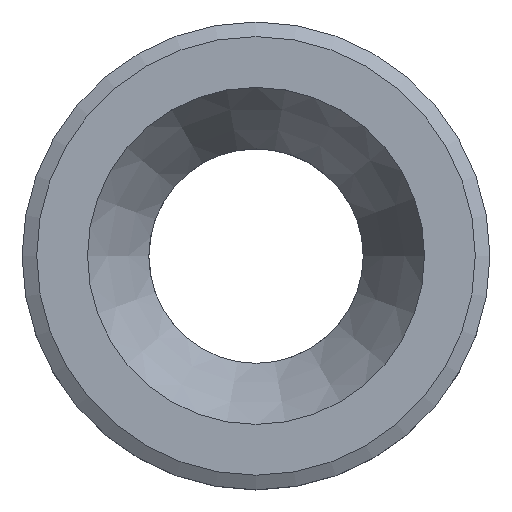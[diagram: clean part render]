
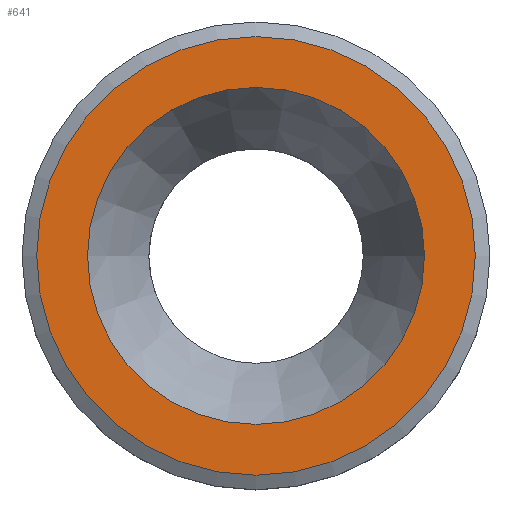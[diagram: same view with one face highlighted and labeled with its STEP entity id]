
A CAD part, top view. The second image highlights one B-rep face of the part: STEP entity #641.
In plain terms, the highlighted planar face has unit normal (0, 0, 1).
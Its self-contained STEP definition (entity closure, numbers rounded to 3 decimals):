
#48=PLANE('',#711);
#195=ORIENTED_EDGE('',*,*,#235,.T.);
#196=ORIENTED_EDGE('',*,*,#243,.T.);
#235=EDGE_CURVE('',#295,#295,#331,.T.);
#243=EDGE_CURVE('',#297,#297,#335,.T.);
#295=VERTEX_POINT('',#944);
#297=VERTEX_POINT('',#971);
#331=CIRCLE('',#687,8.643);
#335=CIRCLE('',#696,11.25);
#375=EDGE_LOOP('',(#195));
#376=EDGE_LOOP('',(#196));
#411=FACE_BOUND('',#375,.T.);
#412=FACE_BOUND('',#376,.T.);
#641=ADVANCED_FACE('',(#411,#412),#48,.F.);
#687=AXIS2_PLACEMENT_3D('',#943,#804,#805);
#696=AXIS2_PLACEMENT_3D('',#970,#822,#823);
#711=AXIS2_PLACEMENT_3D('',#1025,#854,#855);
#804=DIRECTION('',(0.,0.,-1.));
#805=DIRECTION('',(-1.,0.,0.));
#822=DIRECTION('',(0.,0.,1.));
#823=DIRECTION('',(1.,0.,0.));
#854=DIRECTION('',(0.,0.,-1.));
#855=DIRECTION('',(-1.,0.,0.));
#943=CARTESIAN_POINT('',(0.,0.,12.5));
#944=CARTESIAN_POINT('',(-8.643,0.,12.5));
#970=CARTESIAN_POINT('',(0.,0.,12.5));
#971=CARTESIAN_POINT('',(11.25,0.,12.5));
#1025=CARTESIAN_POINT('',(11.25,0.,12.5));
